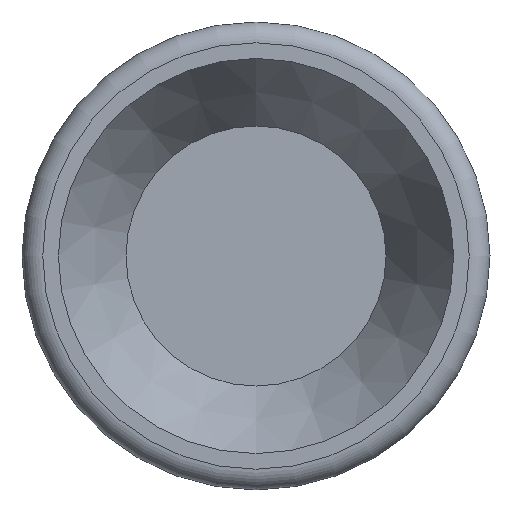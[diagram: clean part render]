
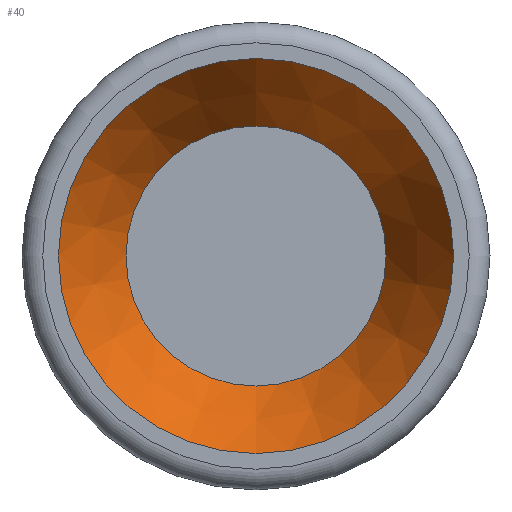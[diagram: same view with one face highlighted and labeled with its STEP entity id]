
A CAD part, left-side view. The second image highlights one B-rep face of the part: STEP entity #40.
In plain terms, the highlighted conical face has half-angle 30 degrees and reference radius 5 mm.
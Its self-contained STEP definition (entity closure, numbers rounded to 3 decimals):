
#40 = ADVANCED_FACE( '', ( #87, #88 ), #89, .F. );
#87 = FACE_OUTER_BOUND( '', #148, .T. );
#88 = FACE_BOUND( '', #149, .T. );
#89 = CONICAL_SURFACE( '', #150, 5., 0.524 );
#148 = EDGE_LOOP( '', ( #205 ) );
#149 = EDGE_LOOP( '', ( #206 ) );
#150 = AXIS2_PLACEMENT_3D( '', #207, #208, #209 );
#205 = ORIENTED_EDGE( '', *, *, #284, .F. );
#206 = ORIENTED_EDGE( '', *, *, #285, .T. );
#207 = CARTESIAN_POINT( '', ( 4.5, 0., 0. ) );
#208 = DIRECTION( '', ( -1., 0., 0. ) );
#209 = DIRECTION( '', ( 0., 0., 1. ) );
#284 = EDGE_CURVE( '', #313, #313, #314, .T. );
#285 = EDGE_CURVE( '', #315, #315, #316, .T. );
#313 = VERTEX_POINT( '', #353 );
#314 = CIRCLE( '', #354, 7.598 );
#315 = VERTEX_POINT( '', #355 );
#316 = CIRCLE( '', #356, 5. );
#353 = CARTESIAN_POINT( '', ( 0., 0., -7.598 ) );
#354 = AXIS2_PLACEMENT_3D( '', #393, #394, #395 );
#355 = CARTESIAN_POINT( '', ( 4.5, 0., -5. ) );
#356 = AXIS2_PLACEMENT_3D( '', #396, #397, #398 );
#393 = CARTESIAN_POINT( '', ( 0., 0., 0. ) );
#394 = DIRECTION( '', ( 1., 0., 0. ) );
#395 = DIRECTION( '', ( 0., 0., -1. ) );
#396 = CARTESIAN_POINT( '', ( 4.5, 0., 0. ) );
#397 = DIRECTION( '', ( 1., 0., 0. ) );
#398 = DIRECTION( '', ( 0., 0., -1. ) );
